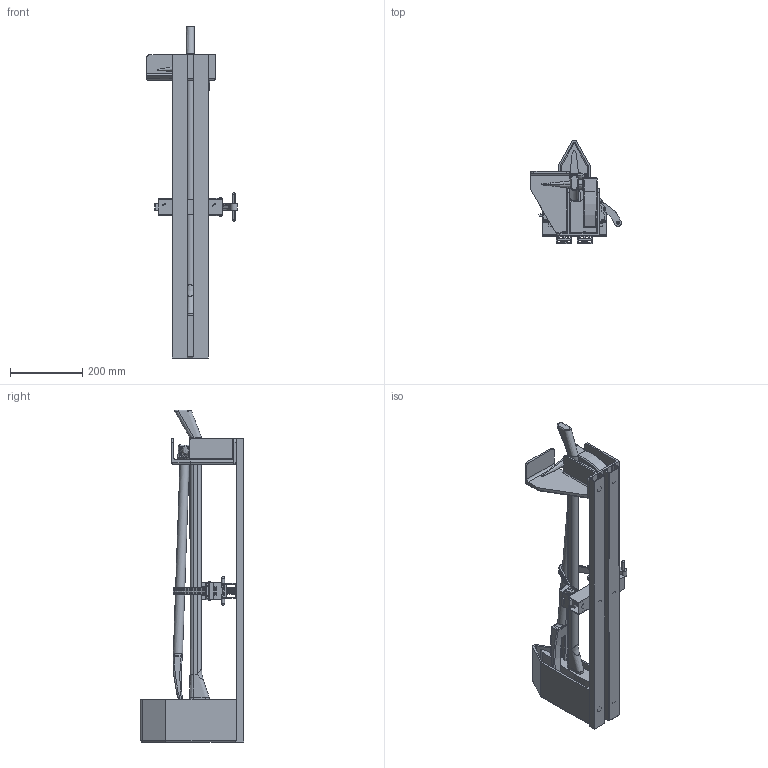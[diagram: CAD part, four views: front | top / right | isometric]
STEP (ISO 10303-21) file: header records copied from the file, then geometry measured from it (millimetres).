
FILE_DESCRIPTION (( 'STEP AP203' ), '1' );
FILE_NAME ('K5003.STEP', '2010-06-14T20:01:56', ( '' ), ( '' ), 'SwSTEP 2.0', 'SolidWorks 2010', '' );
FILE_SCHEMA (( 'CONFIG_CONTROL_DESIGN' ));
Length unit declared in the file: inch
Products named in the file (17): K5003; 2019-33; 2020-7; 5026; 5027; 2004; 2005; 2003; FLAT HEAD AXE; haliigan; 2008 Y - IN USE  Ironslok; 2018_compressed; 2002_HX-SHCS 0.25-20x0.75x0.75-N; 2010_compressed; 2061; 2060; 2011
Assembly tree (33 placements, depth 2):
  K5003
    5027
    2018_compressed  x2
    2002_HX-SHCS 0.25-20x0.75x0.75-N  x4
    2061  x2
    2020-7
    haliigan
    2060  x4
    2019-33  x2
    2010_compressed  x6
    FLAT HEAD AXE
    2008 Y - IN USE  Ironslok
    2004
    2011  x4
    2005
    5026
    2003
Bounding box: 251.27 x 285.72 x 917.58 mm (x, y, z)
Volume: 3284236.4 mm3; surface area: 1020097.9 mm2
Topology: 35 solids, 35 shells, 1758 faces, 4395 edges, 2755 vertices
Faces by surface type: plane 820, cylinder 483, bspline 231, torus 145, cone 44, sphere 35
Entity records: 78613 total; most frequent: CARTESIAN_POINT 42720, ORIENTED_EDGE 7236, DIRECTION 6582, EDGE_CURVE 3618, VERTEX_POINT 2287, AXIS2_PLACEMENT_3D 2234, LINE 2114, VECTOR 2114
